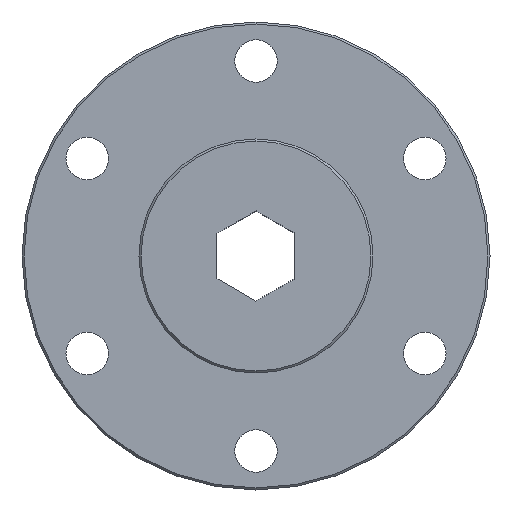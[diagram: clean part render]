
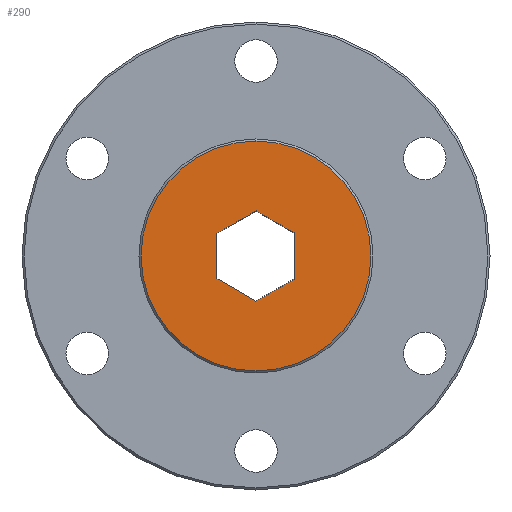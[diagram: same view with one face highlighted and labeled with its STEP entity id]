
A CAD part, left-side view. The second image highlights one B-rep face of the part: STEP entity #290.
In plain terms, the highlighted planar face has unit normal (-1, 0, 0).
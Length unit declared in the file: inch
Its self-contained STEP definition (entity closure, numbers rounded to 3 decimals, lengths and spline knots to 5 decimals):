
#11 = VERTEX_POINT ( 'NONE', #764 ) ;
#30 = EDGE_CURVE ( 'NONE', #1285, #344, #52, .T. ) ;
#52 = CIRCLE ( 'NONE', #341, 0.5525 ) ;
#53 = ORIENTED_EDGE ( 'NONE', *, *, #1292, .T. ) ;
#62 = DIRECTION ( 'NONE',  ( 0., 0., 1. ) ) ;
#83 = PLANE ( 'NONE',  #440 ) ;
#102 = CARTESIAN_POINT ( 'NONE',  ( -0.75, -0.1875, 0.10825 ) ) ;
#117 = EDGE_LOOP ( 'NONE', ( #857, #877 ) ) ;
#156 = LINE ( 'NONE', #433, #558 ) ;
#187 = CARTESIAN_POINT ( 'NONE',  ( -0.75, 0., 0.5525 ) ) ;
#188 = EDGE_CURVE ( 'NONE', #920, #11, #1316, .T. ) ;
#199 = CARTESIAN_POINT ( 'NONE',  ( -0.75, -0.1875, -0.10825 ) ) ;
#205 = CARTESIAN_POINT ( 'NONE',  ( -0.75, 0.1875, -0.10825 ) ) ;
#206 = LINE ( 'NONE', #1313, #1230 ) ;
#228 = ORIENTED_EDGE ( 'NONE', *, *, #712, .T. ) ;
#244 = LINE ( 'NONE', #1131, #1334 ) ;
#286 = EDGE_CURVE ( 'NONE', #1223, #763, #244, .T. ) ;
#290 = ADVANCED_FACE ( 'NONE', ( #521, #588 ), #83, .T. ) ;
#341 = AXIS2_PLACEMENT_3D ( 'NONE', #1318, #471, #1215 ) ;
#344 = VERTEX_POINT ( 'NONE', #187 ) ;
#346 = CARTESIAN_POINT ( 'NONE',  ( -0.75, 0.1875, 0.10825 ) ) ;
#385 = EDGE_CURVE ( 'NONE', #728, #827, #1014, .T. ) ;
#416 = CARTESIAN_POINT ( 'NONE',  ( -0.75, 0.1875, -0.10825 ) ) ;
#431 = CARTESIAN_POINT ( 'NONE',  ( -0.75, 0.1875, 0.10825 ) ) ;
#433 = CARTESIAN_POINT ( 'NONE',  ( -0.75, -0.1875, -0.10825 ) ) ;
#437 = LINE ( 'NONE', #205, #870 ) ;
#440 = AXIS2_PLACEMENT_3D ( 'NONE', #1329, #544, #802 ) ;
#458 = CARTESIAN_POINT ( 'NONE',  ( -0.75, 0., -0.5525 ) ) ;
#471 = DIRECTION ( 'NONE',  ( -1., 0., 0. ) ) ;
#508 = ORIENTED_EDGE ( 'NONE', *, *, #385, .T. ) ;
#516 = DIRECTION ( 'NONE',  ( 0., 0., -1. ) ) ;
#521 = FACE_OUTER_BOUND ( 'NONE', #117, .T. ) ;
#544 = DIRECTION ( 'NONE',  ( -1., 0., 0. ) ) ;
#558 = VECTOR ( 'NONE', #710, 39.37008 ) ;
#561 = EDGE_LOOP ( 'NONE', ( #228, #972, #1268, #973, #53, #508 ) ) ;
#588 = FACE_BOUND ( 'NONE', #561, .T. ) ;
#596 = DIRECTION ( 'NONE',  ( 0., 0., 1. ) ) ;
#599 = AXIS2_PLACEMENT_3D ( 'NONE', #673, #992, #62 ) ;
#666 = DIRECTION ( 'NONE',  ( 0., -0.866, -0.5 ) ) ;
#673 = CARTESIAN_POINT ( 'NONE',  ( -0.75, 0., 0. ) ) ;
#691 = EDGE_CURVE ( 'NONE', #763, #920, #437, .T. ) ;
#703 = VECTOR ( 'NONE', #516, 39.37008 ) ;
#710 = DIRECTION ( 'NONE',  ( 0., 0.866, -0.5 ) ) ;
#712 = EDGE_CURVE ( 'NONE', #827, #1223, #156, .T. ) ;
#728 = VERTEX_POINT ( 'NONE', #921 ) ;
#763 = VERTEX_POINT ( 'NONE', #416 ) ;
#764 = CARTESIAN_POINT ( 'NONE',  ( -0.75, 0., 0.21651 ) ) ;
#802 = DIRECTION ( 'NONE',  ( 0., 0., 1. ) ) ;
#813 = CARTESIAN_POINT ( 'NONE',  ( -0.75, 0., -0.21651 ) ) ;
#827 = VERTEX_POINT ( 'NONE', #199 ) ;
#857 = ORIENTED_EDGE ( 'NONE', *, *, #30, .T. ) ;
#870 = VECTOR ( 'NONE', #596, 39.37008 ) ;
#877 = ORIENTED_EDGE ( 'NONE', *, *, #1213, .T. ) ;
#920 = VERTEX_POINT ( 'NONE', #346 ) ;
#921 = CARTESIAN_POINT ( 'NONE',  ( -0.75, -0.1875, 0.10825 ) ) ;
#972 = ORIENTED_EDGE ( 'NONE', *, *, #286, .T. ) ;
#973 = ORIENTED_EDGE ( 'NONE', *, *, #188, .T. ) ;
#992 = DIRECTION ( 'NONE',  ( -1., 0., 0. ) ) ;
#1009 = DIRECTION ( 'NONE',  ( 0., 0.866, 0.5 ) ) ;
#1014 = LINE ( 'NONE', #102, #703 ) ;
#1030 = VECTOR ( 'NONE', #1188, 39.37008 ) ;
#1131 = CARTESIAN_POINT ( 'NONE',  ( -0.75, 0., -0.21651 ) ) ;
#1188 = DIRECTION ( 'NONE',  ( 0., -0.866, 0.5 ) ) ;
#1213 = EDGE_CURVE ( 'NONE', #344, #1285, #1330, .T. ) ;
#1215 = DIRECTION ( 'NONE',  ( 0., 0., 1. ) ) ;
#1223 = VERTEX_POINT ( 'NONE', #813 ) ;
#1230 = VECTOR ( 'NONE', #666, 39.37008 ) ;
#1268 = ORIENTED_EDGE ( 'NONE', *, *, #691, .T. ) ;
#1285 = VERTEX_POINT ( 'NONE', #458 ) ;
#1292 = EDGE_CURVE ( 'NONE', #11, #728, #206, .T. ) ;
#1313 = CARTESIAN_POINT ( 'NONE',  ( -0.75, 0., 0.21651 ) ) ;
#1316 = LINE ( 'NONE', #431, #1030 ) ;
#1318 = CARTESIAN_POINT ( 'NONE',  ( -0.75, 0., 0. ) ) ;
#1329 = CARTESIAN_POINT ( 'NONE',  ( -0.75, 0., 0. ) ) ;
#1330 = CIRCLE ( 'NONE', #599, 0.5525 ) ;
#1334 = VECTOR ( 'NONE', #1009, 39.37008 ) ;
